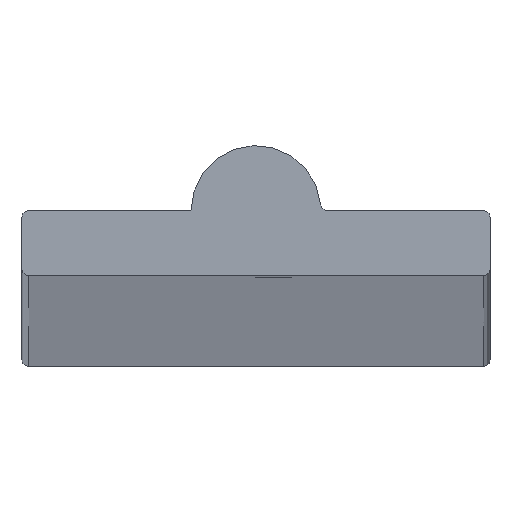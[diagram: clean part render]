
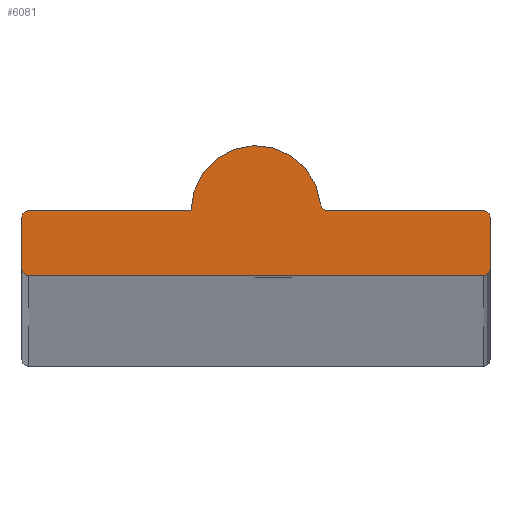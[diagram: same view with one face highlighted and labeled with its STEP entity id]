
A CAD part, top view. The second image highlights one B-rep face of the part: STEP entity #6081.
In plain terms, the highlighted planar face has unit normal (0, 0, 1).
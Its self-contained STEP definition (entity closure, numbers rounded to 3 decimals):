
#74 = CARTESIAN_POINT ( 'NONE',  ( 2.49, 2.727, 0. ) ) ;
#192 = AXIS2_PLACEMENT_3D ( 'NONE', #1207, #7186, #2717 ) ;
#212 = DIRECTION ( 'NONE',  ( 1., 0., 0. ) ) ;
#366 = VECTOR ( 'NONE', #212, 1000. ) ;
#369 = DIRECTION ( 'NONE',  ( 1., 0., 0. ) ) ;
#635 = ORIENTED_EDGE ( 'NONE', *, *, #3792, .T. ) ;
#640 = CARTESIAN_POINT ( 'NONE',  ( 2.739, 2.5, 0. ) ) ;
#842 = VERTEX_POINT ( 'NONE', #8674 ) ;
#961 = EDGE_CURVE ( 'NONE', #842, #2749, #5289, .T. ) ;
#986 = DIRECTION ( 'NONE',  ( 0., 0., 1. ) ) ;
#1059 = ORIENTED_EDGE ( 'NONE', *, *, #6482, .F. ) ;
#1207 = CARTESIAN_POINT ( 'NONE',  ( 0., 2.5, 0. ) ) ;
#1260 = EDGE_CURVE ( 'NONE', #3633, #2097, #2371, .T. ) ;
#1447 = CIRCLE ( 'NONE', #3701, 0.25 ) ;
#1538 = DIRECTION ( 'NONE',  ( 0., 0., 1. ) ) ;
#1548 = VERTEX_POINT ( 'NONE', #2066 ) ;
#1762 = LINE ( 'NONE', #8756, #3528 ) ;
#1851 = ORIENTED_EDGE ( 'NONE', *, *, #2202, .F. ) ;
#1863 = ORIENTED_EDGE ( 'NONE', *, *, #961, .T. ) ;
#1904 = EDGE_CURVE ( 'NONE', #5679, #2749, #1762, .T. ) ;
#1905 = DIRECTION ( 'NONE',  ( 0., 0., -1. ) ) ;
#2052 = CARTESIAN_POINT ( 'NONE',  ( -8.75, 2.25, 0. ) ) ;
#2066 = CARTESIAN_POINT ( 'NONE',  ( -8.75, 2.5, 0. ) ) ;
#2096 = VECTOR ( 'NONE', #369, 1000. ) ;
#2097 = VERTEX_POINT ( 'NONE', #6790 ) ;
#2152 = ORIENTED_EDGE ( 'NONE', *, *, #1904, .F. ) ;
#2186 = AXIS2_PLACEMENT_3D ( 'NONE', #3283, #8492, #4033 ) ;
#2202 = EDGE_CURVE ( 'NONE', #1548, #2097, #6094, .T. ) ;
#2371 = CIRCLE ( 'NONE', #4688, 2.5 ) ;
#2404 = CIRCLE ( 'NONE', #5438, 0.25 ) ;
#2717 = DIRECTION ( 'NONE',  ( 1., 0., 0. ) ) ;
#2749 = VERTEX_POINT ( 'NONE', #7157 ) ;
#2814 = DIRECTION ( 'NONE',  ( 1., 0., 0. ) ) ;
#3031 = ORIENTED_EDGE ( 'NONE', *, *, #1260, .T. ) ;
#3153 = CIRCLE ( 'NONE', #7639, 0.25 ) ;
#3271 = ORIENTED_EDGE ( 'NONE', *, *, #9327, .F. ) ;
#3283 = CARTESIAN_POINT ( 'NONE',  ( 8.75, 0.25, 0. ) ) ;
#3528 = VECTOR ( 'NONE', #9513, 1000. ) ;
#3605 = CARTESIAN_POINT ( 'NONE',  ( 9., 2.25, 0. ) ) ;
#3633 = VERTEX_POINT ( 'NONE', #74 ) ;
#3701 = AXIS2_PLACEMENT_3D ( 'NONE', #6386, #1905, #7136 ) ;
#3792 = EDGE_CURVE ( 'NONE', #5679, #5208, #2404, .T. ) ;
#3958 = LINE ( 'NONE', #5443, #7698 ) ;
#4033 = DIRECTION ( 'NONE',  ( 1., 0., 0. ) ) ;
#4156 = PLANE ( 'NONE',  #192 ) ;
#4330 = DIRECTION ( 'NONE',  ( 0., 0., 1. ) ) ;
#4383 = CARTESIAN_POINT ( 'NONE',  ( 2.5, 2.5, 0. ) ) ;
#4436 = CIRCLE ( 'NONE', #7201, 0.25 ) ;
#4570 = ORIENTED_EDGE ( 'NONE', *, *, #8932, .T. ) ;
#4671 = CARTESIAN_POINT ( 'NONE',  ( -8.75, 0., 0. ) ) ;
#4672 = VERTEX_POINT ( 'NONE', #640 ) ;
#4688 = AXIS2_PLACEMENT_3D ( 'NONE', #8799, #4330, #9546 ) ;
#4698 = CARTESIAN_POINT ( 'NONE',  ( -9., 2.5, 0. ) ) ;
#5046 = VERTEX_POINT ( 'NONE', #4671 ) ;
#5208 = VERTEX_POINT ( 'NONE', #7242 ) ;
#5289 = CIRCLE ( 'NONE', #2186, 0.25 ) ;
#5438 = AXIS2_PLACEMENT_3D ( 'NONE', #6029, #1538, #6767 ) ;
#5443 = CARTESIAN_POINT ( 'NONE',  ( -9., 0., 0. ) ) ;
#5457 = CARTESIAN_POINT ( 'NONE',  ( -8.75, 0.25, 0. ) ) ;
#5592 = CARTESIAN_POINT ( 'NONE',  ( -9., 2.25, 0. ) ) ;
#5679 = VERTEX_POINT ( 'NONE', #3605 ) ;
#5898 = LINE ( 'NONE', #4383, #9637 ) ;
#6024 = VERTEX_POINT ( 'NONE', #6374 ) ;
#6029 = CARTESIAN_POINT ( 'NONE',  ( 8.75, 2.25, 0. ) ) ;
#6081 = ADVANCED_FACE ( 'NONE', ( #9523 ), #4156, .T. ) ;
#6094 = LINE ( 'NONE', #4698, #366 ) ;
#6200 = DIRECTION ( 'NONE',  ( 0., 1., 0. ) ) ;
#6218 = DIRECTION ( 'NONE',  ( 1., 0., 0. ) ) ;
#6374 = CARTESIAN_POINT ( 'NONE',  ( -9., 0.25, 0. ) ) ;
#6386 = CARTESIAN_POINT ( 'NONE',  ( 2.739, 2.75, 0. ) ) ;
#6482 = EDGE_CURVE ( 'NONE', #4672, #5208, #5898, .T. ) ;
#6530 = EDGE_LOOP ( 'NONE', ( #3271, #7633, #7745, #1863, #2152, #635, #1059, #9576, #3031, #1851, #4570 ) ) ;
#6609 = EDGE_CURVE ( 'NONE', #4672, #3633, #1447, .T. ) ;
#6767 = DIRECTION ( 'NONE',  ( 1., 0., 0. ) ) ;
#6790 = CARTESIAN_POINT ( 'NONE',  ( -2.5, 2.5, 0. ) ) ;
#6845 = EDGE_CURVE ( 'NONE', #6024, #5046, #4436, .T. ) ;
#7136 = DIRECTION ( 'NONE',  ( 1., 0., 0. ) ) ;
#7157 = CARTESIAN_POINT ( 'NONE',  ( 9., 0.25, 0. ) ) ;
#7186 = DIRECTION ( 'NONE',  ( 0., 0., 1. ) ) ;
#7201 = AXIS2_PLACEMENT_3D ( 'NONE', #5457, #986, #6218 ) ;
#7242 = CARTESIAN_POINT ( 'NONE',  ( 8.75, 2.5, 0. ) ) ;
#7284 = DIRECTION ( 'NONE',  ( 0., 0., 1. ) ) ;
#7479 = VERTEX_POINT ( 'NONE', #5592 ) ;
#7633 = ORIENTED_EDGE ( 'NONE', *, *, #6845, .T. ) ;
#7639 = AXIS2_PLACEMENT_3D ( 'NONE', #2052, #7284, #2814 ) ;
#7698 = VECTOR ( 'NONE', #6200, 1000. ) ;
#7745 = ORIENTED_EDGE ( 'NONE', *, *, #8765, .T. ) ;
#8492 = DIRECTION ( 'NONE',  ( 0., 0., 1. ) ) ;
#8562 = CARTESIAN_POINT ( 'NONE',  ( -9., 0., 0. ) ) ;
#8674 = CARTESIAN_POINT ( 'NONE',  ( 8.75, 0., 0. ) ) ;
#8756 = CARTESIAN_POINT ( 'NONE',  ( 9., 2.5, 0. ) ) ;
#8765 = EDGE_CURVE ( 'NONE', #5046, #842, #9581, .T. ) ;
#8799 = CARTESIAN_POINT ( 'NONE',  ( 0., 2.5, 0. ) ) ;
#8932 = EDGE_CURVE ( 'NONE', #1548, #7479, #3153, .T. ) ;
#9327 = EDGE_CURVE ( 'NONE', #6024, #7479, #3958, .T. ) ;
#9513 = DIRECTION ( 'NONE',  ( 0., -1., 0. ) ) ;
#9523 = FACE_OUTER_BOUND ( 'NONE', #6530, .T. ) ;
#9546 = DIRECTION ( 'NONE',  ( 1., 0., 0. ) ) ;
#9576 = ORIENTED_EDGE ( 'NONE', *, *, #6609, .T. ) ;
#9581 = LINE ( 'NONE', #8562, #2096 ) ;
#9591 = DIRECTION ( 'NONE',  ( 1., 0., 0. ) ) ;
#9637 = VECTOR ( 'NONE', #9591, 1000. ) ;
